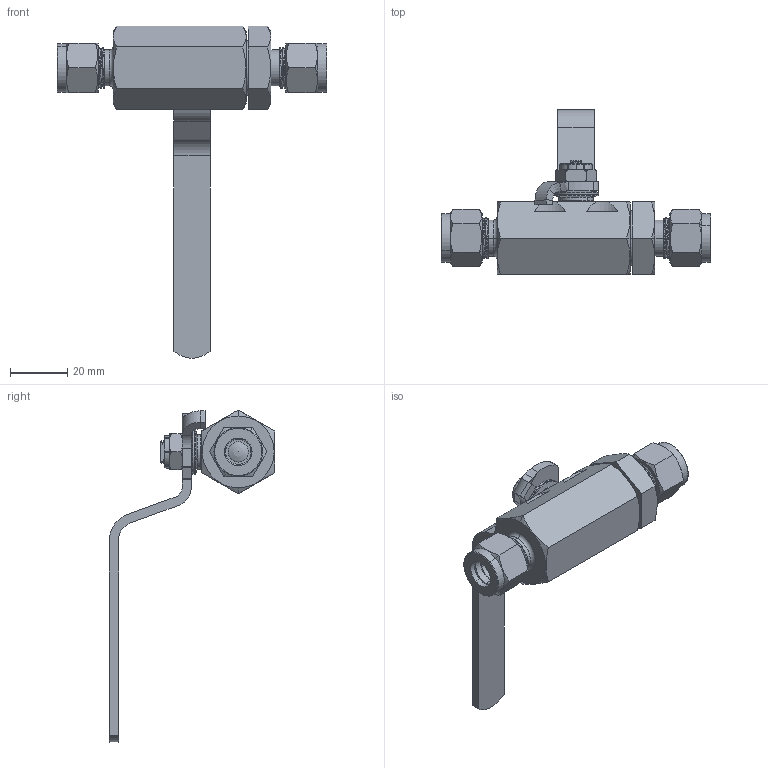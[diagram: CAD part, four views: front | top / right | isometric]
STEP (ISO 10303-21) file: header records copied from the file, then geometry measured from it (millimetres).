
FILE_DESCRIPTION (( 'STEP AP203' ), '1' );
FILE_NAME ('8204XXC6L.step', '2018-03-12T14:13:37', ( '' ), ( '' ), 'SwSTEP 2.0', 'SolidWorks 2017', '' );
FILE_SCHEMA (( 'CONFIG_CONTROL_DESIGN' ));
Products named in the file (1): 8204XXC6L
Bounding box: 94.45 x 57.78 x 116.23 mm (x, y, z)
Volume: 39486.5 mm3; surface area: 26810.9 mm2
Topology: 19 solids, 19 shells, 565 faces, 1427 edges, 914 vertices
Faces by surface type: cylinder 223, plane 140, cone 94, bspline 69, torus 37, sphere 2
Entity records: 47184 total; most frequent: CARTESIAN_POINT 34669, ORIENTED_EDGE 2842, DIRECTION 2332, EDGE_CURVE 1421, AXIS2_PLACEMENT_3D 917, VERTEX_POINT 910, EDGE_LOOP 621, ADVANCED_FACE 565
